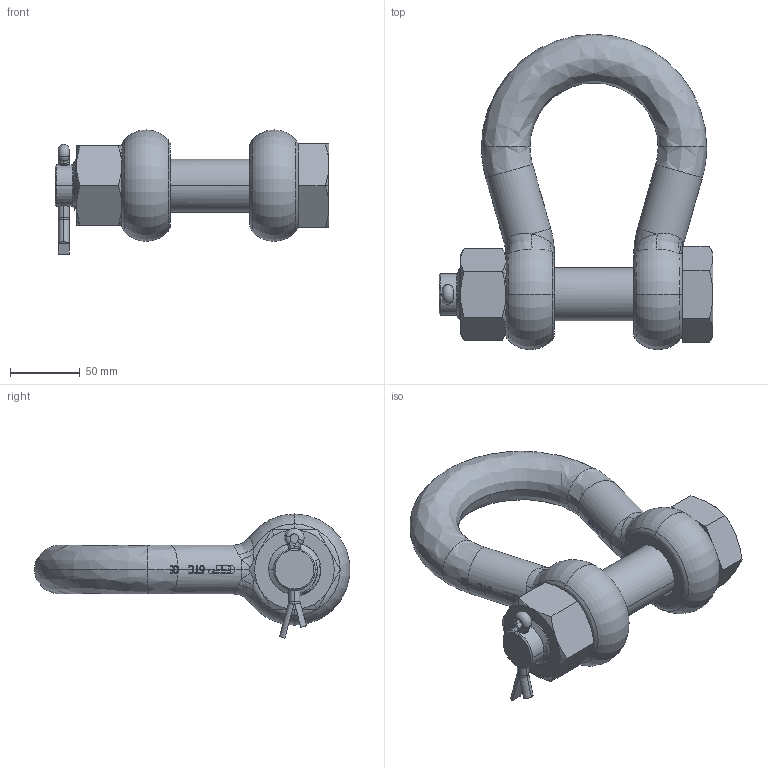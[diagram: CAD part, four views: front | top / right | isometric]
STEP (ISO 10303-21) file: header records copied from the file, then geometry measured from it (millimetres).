
FILE_DESCRIPTION(('STEP AP214'),'1');
FILE_NAME('gpghmb35.stp','2017-03-31T06:02:20',('TraceParts'),('TraceParts S.A.'),'Spatial InterOp 3D',' ',' ');
FILE_SCHEMA(('automotive_design'));
Length unit declared in the file: millimetre
Products named in the file (4): gpghmb35_1; gpghmb35_2; gpghmb35_3; gpghmb35_4
Bounding box: 197 x 226.71 x 89.22 mm (x, y, z)
Volume: 864556.6 mm3; surface area: 124204.1 mm2
Topology: 4 solids, 4 shells, 897 faces, 2511 edges, 1638 vertices
Faces by surface type: bspline 404, plane 301, cylinder 153, cone 28, torus 11
Entity records: 46521 total; most frequent: CARTESIAN_POINT 27190, ORIENTED_EDGE 5004, EDGE_CURVE 2502, DIRECTION 2462, VERTEX_POINT 1638, LINE 1098, VECTOR 1098, B_SPLINE_CURVE_WITH_KNOTS 988
